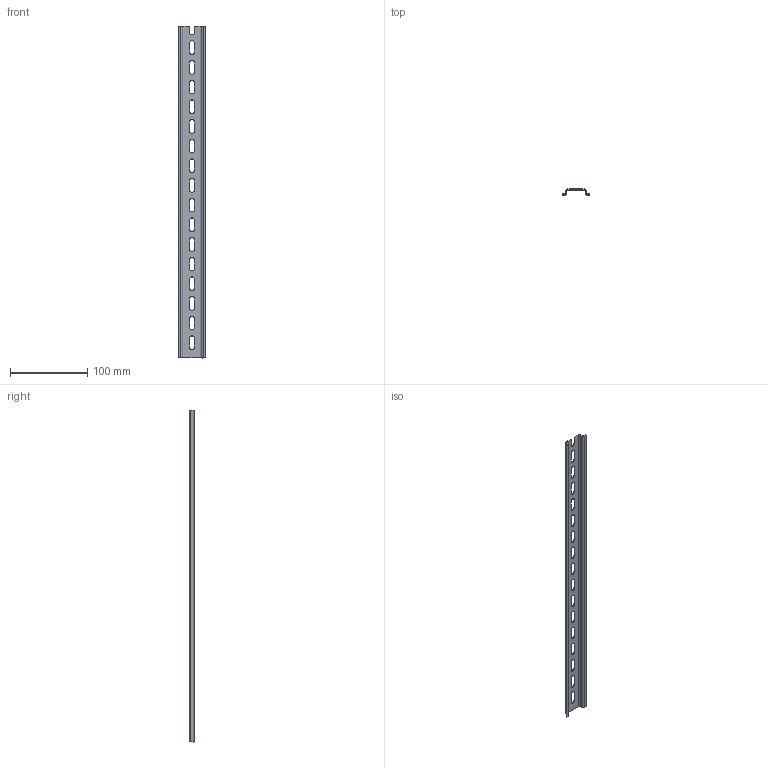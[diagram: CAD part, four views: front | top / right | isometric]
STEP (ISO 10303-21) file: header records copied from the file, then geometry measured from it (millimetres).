
FILE_DESCRIPTION (( 'STEP AP214' ), '1' );
FILE_NAME ('NBPC-20-DIN35K_3D.STEP', '2022-04-27T16:43:40', ( '' ), ( '' ), 'SwSTEP 2.0', 'SolidWorks 2021', '' );
FILE_SCHEMA (( 'AUTOMOTIVE_DESIGN' ));
Length unit declared in the file: inch
Products named in the file (2): NBPC-20-DIN35K_3D; Copy of DIN16-GEN^NBPC-20-DIN35K
Assembly tree (1 placements, depth 2):
  NBPC-20-DIN35K_3D
    Copy of DIN16-GEN^NBPC-20-DIN35K
Bounding box: 35.06 x 7.5 x 428.75 mm (x, y, z)
Volume: 17444.4 mm3; surface area: 36016.7 mm2
Topology: 1 solids, 1 shells, 114 faces, 320 edges, 208 vertices
Faces by surface type: cylinder 57, plane 57
Entity records: 3828 total; most frequent: DIRECTION 670, CARTESIAN_POINT 646, ORIENTED_EDGE 640, EDGE_CURVE 320, AXIS2_PLACEMENT_3D 232, VERTEX_POINT 208, LINE 206, VECTOR 206
